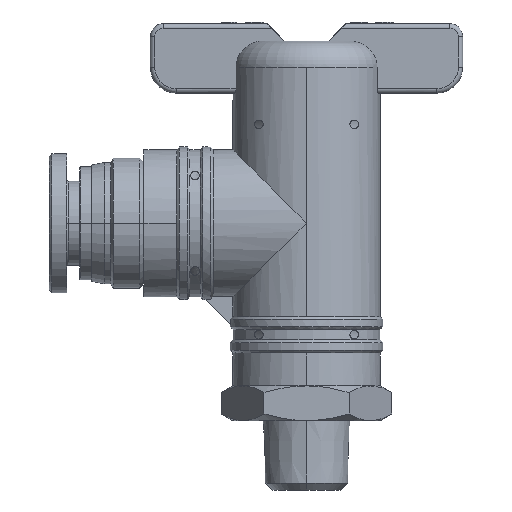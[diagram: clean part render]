
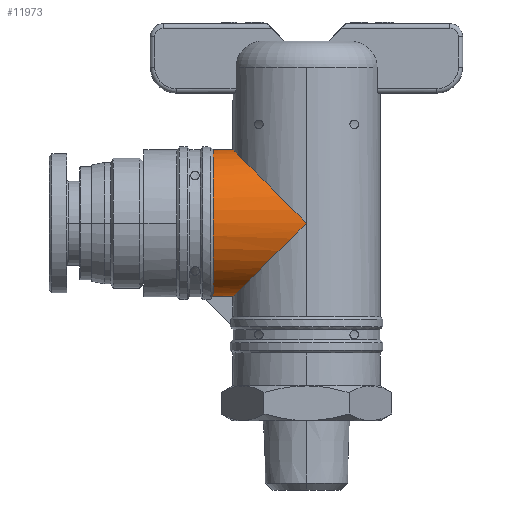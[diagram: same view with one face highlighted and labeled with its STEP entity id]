
A CAD part, left-side view. The second image highlights one B-rep face of the part: STEP entity #11973.
In plain terms, the highlighted cylindrical face has radius 8.5 mm (diameter 17 mm), a partial arc.
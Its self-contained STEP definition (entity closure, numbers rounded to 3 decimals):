
#866=CARTESIAN_POINT('',(-0.1,2.675,12.275));
#867=VERTEX_POINT('',#866);
#868=CARTESIAN_POINT('',(-0.1,4.925,12.275));
#869=VERTEX_POINT('',#868);
#870=CARTESIAN_POINT('',(-0.1,2.675,12.275));
#871=DIRECTION('',(0.0,1.0,0.0));
#872=VECTOR('',#871,2.25);
#873=LINE('',#870,#872);
#874=EDGE_CURVE('',#867,#869,#873,.T.);
#885=CARTESIAN_POINT('',(-0.1,2.675,-4.725));
#886=VERTEX_POINT('',#885);
#894=CARTESIAN_POINT('',(-0.1,4.925,-4.725));
#895=VERTEX_POINT('',#894);
#896=CARTESIAN_POINT('',(-0.1,4.925,-4.725));
#897=DIRECTION('',(0.0,-1.0,0.0));
#898=VECTOR('',#897,2.25);
#899=LINE('',#896,#898);
#900=EDGE_CURVE('',#895,#886,#899,.T.);
#1123=CARTESIAN_POINT('',(-8.6,-5.825,3.775));
#1124=VERTEX_POINT('',#1123);
#1125=CARTESIAN_POINT('',(-0.1,-5.825,3.775));
#1126=DIRECTION('',(0.0,0.707,-0.707));
#1127=DIRECTION('',(0.0,0.707,0.707));
#1128=AXIS2_PLACEMENT_3D('',#1125,#1126,#1127);
#1129=ELLIPSE('',#1128,12.021,8.5);
#1130=EDGE_CURVE('',#1124,#867,#1129,.T.);
#1432=CARTESIAN_POINT('',(-0.1,-5.825,3.775));
#1433=DIRECTION('',(0.0,0.707,0.707));
#1434=DIRECTION('',(0.0,-0.707,0.707));
#1435=AXIS2_PLACEMENT_3D('',#1432,#1433,#1434);
#1436=ELLIPSE('',#1435,12.021,8.5);
#1437=EDGE_CURVE('',#886,#1124,#1436,.T.);
#9119=CARTESIAN_POINT('',(-0.1,4.925,3.775));
#9120=DIRECTION('',(0.0,-1.0,0.0));
#9121=DIRECTION('',(1.0,0.0,0.0));
#9122=AXIS2_PLACEMENT_3D('',#9119,#9120,#9121);
#9123=CIRCLE('',#9122,8.5);
#9124=EDGE_CURVE('',#869,#895,#9123,.T.);
#11961=CARTESIAN_POINT('',(-0.1,12.925,3.775));
#11962=DIRECTION('',(0.0,-1.0,0.0));
#11963=DIRECTION('',(1.0,0.0,0.0));
#11964=AXIS2_PLACEMENT_3D('',#11961,#11962,#11963);
#11965=CYLINDRICAL_SURFACE('',#11964,8.5);
#11966=ORIENTED_EDGE('',*,*,#874,.T.);
#11967=ORIENTED_EDGE('',*,*,#9124,.T.);
#11968=ORIENTED_EDGE('',*,*,#900,.T.);
#11969=ORIENTED_EDGE('',*,*,#1437,.T.);
#11970=ORIENTED_EDGE('',*,*,#1130,.T.);
#11971=EDGE_LOOP('',(#11966,#11967,#11968,#11969,#11970));
#11972=FACE_OUTER_BOUND('',#11971,.T.);
#11973=ADVANCED_FACE('',(#11972),#11965,.T.);
